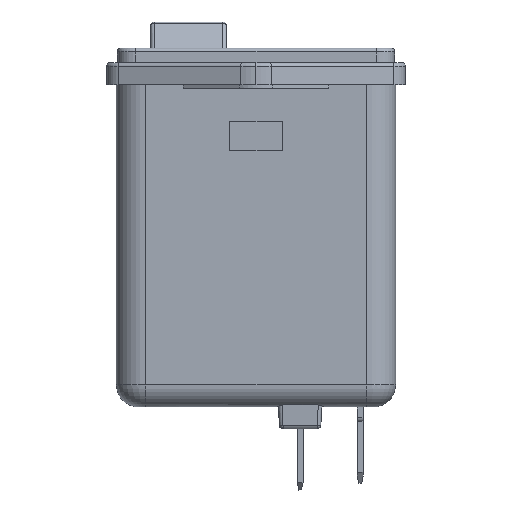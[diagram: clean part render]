
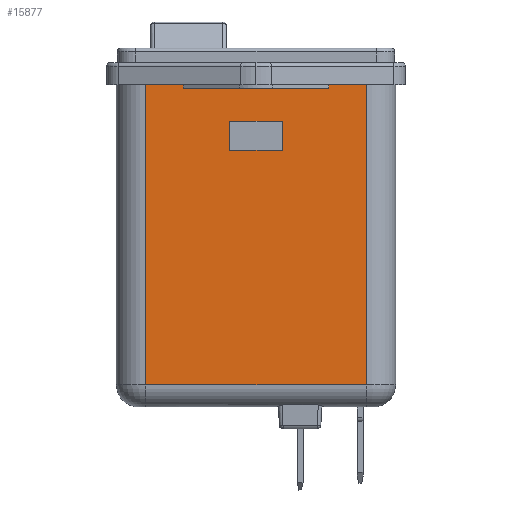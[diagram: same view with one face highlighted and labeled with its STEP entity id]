
A CAD part, left-side view. The second image highlights one B-rep face of the part: STEP entity #15877.
In plain terms, the highlighted planar face has unit normal (-1, 0, 0).
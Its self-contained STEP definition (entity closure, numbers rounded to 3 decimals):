
#2352 = PLANE ( 'NONE',  #2416 ) ;
#2353 = FACE_BOUND ( 'NONE', #15872, .T. ) ;
#2354 = FACE_OUTER_BOUND ( 'NONE', #15878, .T. ) ;
#2355 = CARTESIAN_POINT ( 'NONE',  ( -13.9, 3.6, -5. ) ) ;
#2356 = CARTESIAN_POINT ( 'NONE',  ( -13.9, 3.6, -9. ) ) ;
#2357 = DIRECTION ( 'NONE',  ( 0., 0., 1. ) ) ;
#2358 = VECTOR ( 'NONE', #2357, 1000. ) ;
#2359 = CARTESIAN_POINT ( 'NONE',  ( -13.9, 3.6, -5. ) ) ;
#2360 = LINE ( 'NONE', #2359, #2358 ) ;
#2361 = DIRECTION ( 'NONE',  ( 0., -1., 0. ) ) ;
#2362 = VECTOR ( 'NONE', #2361, 1000. ) ;
#2363 = CARTESIAN_POINT ( 'NONE',  ( -13.9, 0., 0. ) ) ;
#2364 = LINE ( 'NONE', #2363, #2362 ) ;
#2393 = CARTESIAN_POINT ( 'NONE',  ( -13.9, -10., 0. ) ) ;
#2394 = DIRECTION ( 'NONE',  ( 0., -1., 0. ) ) ;
#2395 = VECTOR ( 'NONE', #2394, 1000. ) ;
#2396 = CARTESIAN_POINT ( 'NONE',  ( -13.9, 0., 0. ) ) ;
#2397 = LINE ( 'NONE', #2396, #2395 ) ;
#2398 = CARTESIAN_POINT ( 'NONE',  ( -13.9, -15.15, 0. ) ) ;
#2399 = DIRECTION ( 'NONE',  ( 0., 0., 1. ) ) ;
#2400 = VECTOR ( 'NONE', #2399, 1000. ) ;
#2401 = CARTESIAN_POINT ( 'NONE',  ( -13.9, -15.15, -44.2 ) ) ;
#2402 = LINE ( 'NONE', #2401, #2400 ) ;
#2403 = CARTESIAN_POINT ( 'NONE',  ( -13.9, -15.15, -41.2 ) ) ;
#2404 = DIRECTION ( 'NONE',  ( 0., -1., 0. ) ) ;
#2405 = VECTOR ( 'NONE', #2404, 1000. ) ;
#2406 = CARTESIAN_POINT ( 'NONE',  ( -13.9, 0., -41.2 ) ) ;
#2407 = LINE ( 'NONE', #2406, #2405 ) ;
#2408 = CARTESIAN_POINT ( 'NONE',  ( -13.9, 15.15, 0. ) ) ;
#2409 = CARTESIAN_POINT ( 'NONE',  ( -13.9, 15.15, -41.2 ) ) ;
#2410 = DIRECTION ( 'NONE',  ( 0., 0., 1. ) ) ;
#2411 = VECTOR ( 'NONE', #2410, 1000. ) ;
#2412 = CARTESIAN_POINT ( 'NONE',  ( -13.9, 15.15, -44.2 ) ) ;
#2413 = DIRECTION ( 'NONE',  ( 0., 0., 1. ) ) ;
#2414 = DIRECTION ( 'NONE',  ( -1., 0., 0. ) ) ;
#2415 = CARTESIAN_POINT ( 'NONE',  ( -13.9, 0., -44.2 ) ) ;
#2416 = AXIS2_PLACEMENT_3D ( 'NONE', #2415, #2414, #2413 ) ;
#2417 = LINE ( 'NONE', #2412, #2411 ) ;
#2480 = DIRECTION ( 'NONE',  ( 0., 0., 1. ) ) ;
#2481 = VECTOR ( 'NONE', #2480, 1000. ) ;
#2482 = CARTESIAN_POINT ( 'NONE',  ( -13.9, -10., -0.5 ) ) ;
#2483 = LINE ( 'NONE', #2482, #2481 ) ;
#2499 = DIRECTION ( 'NONE',  ( 0., 1., 0. ) ) ;
#2500 = VECTOR ( 'NONE', #2499, 1000. ) ;
#2501 = CARTESIAN_POINT ( 'NONE',  ( -13.9, 3.6, -9. ) ) ;
#2502 = LINE ( 'NONE', #2501, #2500 ) ;
#2503 = CARTESIAN_POINT ( 'NONE',  ( -13.9, -3.6, -9. ) ) ;
#2504 = DIRECTION ( 'NONE',  ( 0., 0., -1. ) ) ;
#2505 = VECTOR ( 'NONE', #2504, 1000. ) ;
#2506 = CARTESIAN_POINT ( 'NONE',  ( -13.9, -3.6, -5. ) ) ;
#2507 = LINE ( 'NONE', #2506, #2505 ) ;
#2508 = CARTESIAN_POINT ( 'NONE',  ( -13.9, -3.6, -5. ) ) ;
#2509 = DIRECTION ( 'NONE',  ( 0., -1., 0. ) ) ;
#2510 = VECTOR ( 'NONE', #2509, 1000. ) ;
#2511 = CARTESIAN_POINT ( 'NONE',  ( -13.9, 3.6, -5. ) ) ;
#2512 = LINE ( 'NONE', #2511, #2510 ) ;
#2532 = CARTESIAN_POINT ( 'NONE',  ( -13.9, 10., 0. ) ) ;
#2533 = DIRECTION ( 'NONE',  ( 0., 0., 1. ) ) ;
#2534 = VECTOR ( 'NONE', #2533, 1000. ) ;
#2535 = CARTESIAN_POINT ( 'NONE',  ( -13.9, 10., -0.5 ) ) ;
#2536 = LINE ( 'NONE', #2535, #2534 ) ;
#2537 = CARTESIAN_POINT ( 'NONE',  ( -13.9, 10., -0.5 ) ) ;
#2538 = DIRECTION ( 'NONE',  ( 0., -1., 0. ) ) ;
#2539 = VECTOR ( 'NONE', #2538, 1000. ) ;
#2540 = CARTESIAN_POINT ( 'NONE',  ( -13.9, 0., -0.5 ) ) ;
#2541 = LINE ( 'NONE', #2540, #2539 ) ;
#2542 = CARTESIAN_POINT ( 'NONE',  ( -13.9, -10., -0.5 ) ) ;
#15871 = EDGE_CURVE ( 'NONE', #15882, #15956, #2364, .T. ) ;
#15872 = EDGE_LOOP ( 'NONE', ( #15873, #15933, #15936, #15939 ) ) ;
#15873 = ORIENTED_EDGE ( 'NONE', *, *, #15874, .T. ) ;
#15874 = EDGE_CURVE ( 'NONE', #15875, #15876, #2360, .T. ) ;
#15875 = VERTEX_POINT ( 'NONE', #2356 ) ;
#15876 = VERTEX_POINT ( 'NONE', #2355 ) ;
#15877 = ADVANCED_FACE ( 'NONE', ( #2354, #2353 ), #2352, .T. ) ;
#15878 = EDGE_LOOP ( 'NONE', ( #15879, #15883, #15886, #15889, #15948, #15951, #15954, #15957 ) ) ;
#15879 = ORIENTED_EDGE ( 'NONE', *, *, #15880, .F. ) ;
#15880 = EDGE_CURVE ( 'NONE', #15881, #15882, #2417, .T. ) ;
#15881 = VERTEX_POINT ( 'NONE', #2409 ) ;
#15882 = VERTEX_POINT ( 'NONE', #2408 ) ;
#15883 = ORIENTED_EDGE ( 'NONE', *, *, #15884, .T. ) ;
#15884 = EDGE_CURVE ( 'NONE', #15881, #15885, #2407, .T. ) ;
#15885 = VERTEX_POINT ( 'NONE', #2403 ) ;
#15886 = ORIENTED_EDGE ( 'NONE', *, *, #15887, .T. ) ;
#15887 = EDGE_CURVE ( 'NONE', #15885, #15888, #2402, .T. ) ;
#15888 = VERTEX_POINT ( 'NONE', #2398 ) ;
#15889 = ORIENTED_EDGE ( 'NONE', *, *, #15890, .F. ) ;
#15890 = EDGE_CURVE ( 'NONE', #15891, #15888, #2397, .T. ) ;
#15891 = VERTEX_POINT ( 'NONE', #2393 ) ;
#15933 = ORIENTED_EDGE ( 'NONE', *, *, #15934, .T. ) ;
#15934 = EDGE_CURVE ( 'NONE', #15876, #15935, #2512, .T. ) ;
#15935 = VERTEX_POINT ( 'NONE', #2508 ) ;
#15936 = ORIENTED_EDGE ( 'NONE', *, *, #15937, .T. ) ;
#15937 = EDGE_CURVE ( 'NONE', #15935, #15938, #2507, .T. ) ;
#15938 = VERTEX_POINT ( 'NONE', #2503 ) ;
#15939 = ORIENTED_EDGE ( 'NONE', *, *, #15940, .T. ) ;
#15940 = EDGE_CURVE ( 'NONE', #15938, #15875, #2502, .T. ) ;
#15948 = ORIENTED_EDGE ( 'NONE', *, *, #15949, .F. ) ;
#15949 = EDGE_CURVE ( 'NONE', #15950, #15891, #2483, .T. ) ;
#15950 = VERTEX_POINT ( 'NONE', #2542 ) ;
#15951 = ORIENTED_EDGE ( 'NONE', *, *, #15952, .F. ) ;
#15952 = EDGE_CURVE ( 'NONE', #15953, #15950, #2541, .T. ) ;
#15953 = VERTEX_POINT ( 'NONE', #2537 ) ;
#15954 = ORIENTED_EDGE ( 'NONE', *, *, #15955, .T. ) ;
#15955 = EDGE_CURVE ( 'NONE', #15953, #15956, #2536, .T. ) ;
#15956 = VERTEX_POINT ( 'NONE', #2532 ) ;
#15957 = ORIENTED_EDGE ( 'NONE', *, *, #15871, .F. ) ;
